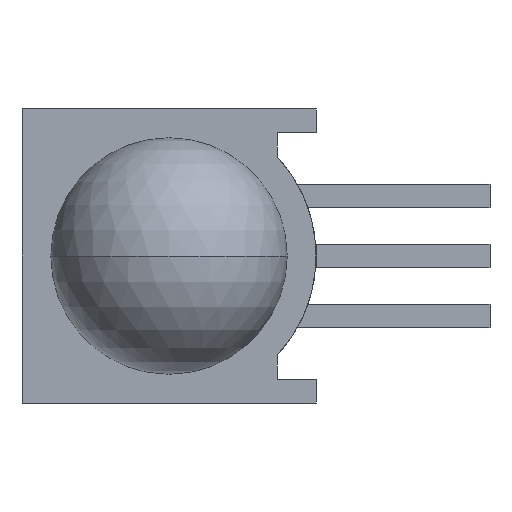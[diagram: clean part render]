
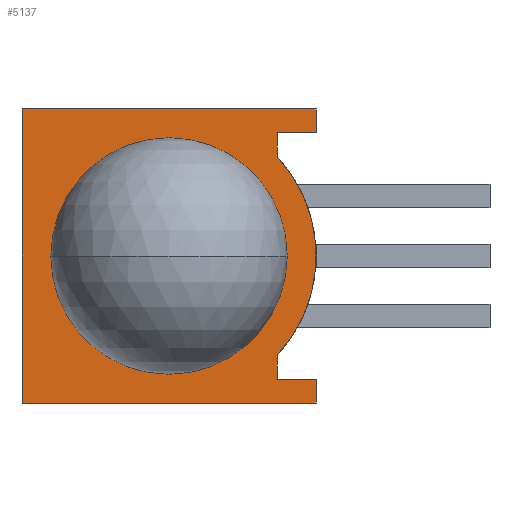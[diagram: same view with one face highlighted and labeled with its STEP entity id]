
A CAD part, left-side view. The second image highlights one B-rep face of the part: STEP entity #5137.
In plain terms, the highlighted planar face has unit normal (-1, 0, 0).
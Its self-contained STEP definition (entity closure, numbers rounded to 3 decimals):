
#1812 = EDGE_CURVE ( 'NONE', #1890, #1909, #15792, .T. ) ;
#1890 = VERTEX_POINT ( 'NONE', #15855 ) ;
#1909 = VERTEX_POINT ( 'NONE', #15918 ) ;
#2777 = VERTEX_POINT ( 'NONE', #17728 ) ;
#2781 = VERTEX_POINT ( 'NONE', #17726 ) ;
#2791 = EDGE_CURVE ( 'NONE', #2781, #2777, #17720, .T. ) ;
#2845 = VERTEX_POINT ( 'NONE', #17825 ) ;
#2848 = EDGE_CURVE ( 'NONE', #2845, #3067, #17824, .T. ) ;
#3067 = VERTEX_POINT ( 'NONE', #18065 ) ;
#4952 = ORIENTED_EDGE ( 'NONE', *, *, #4959, .T. ) ;
#4959 = EDGE_CURVE ( 'NONE', #2777, #5173, #8496, .T. ) ;
#4995 = EDGE_CURVE ( 'NONE', #4996, #2781, #8535, .T. ) ;
#4996 = VERTEX_POINT ( 'NONE', #8531 ) ;
#4999 = ORIENTED_EDGE ( 'NONE', *, *, #4995, .T. ) ;
#5004 = EDGE_CURVE ( 'NONE', #5007, #5005, #8523, .T. ) ;
#5005 = VERTEX_POINT ( 'NONE', #8519 ) ;
#5006 = ORIENTED_EDGE ( 'NONE', *, *, #5004, .T. ) ;
#5007 = VERTEX_POINT ( 'NONE', #8518 ) ;
#5008 = ORIENTED_EDGE ( 'NONE', *, *, #5009, .T. ) ;
#5009 = EDGE_CURVE ( 'NONE', #5005, #4996, #8517, .T. ) ;
#5015 = EDGE_CURVE ( 'NONE', #5148, #5007, #8568, .T. ) ;
#5101 = EDGE_LOOP ( 'NONE', ( #5105, #4952, #5172, #5170, #5157, #5165, #5146, #5006, #5008, #4999 ) ) ;
#5105 = ORIENTED_EDGE ( 'NONE', *, *, #2791, .T. ) ;
#5115 = EDGE_CURVE ( 'NONE', #1909, #1890, #8842, .T. ) ;
#5119 = ORIENTED_EDGE ( 'NONE', *, *, #1812, .F. ) ;
#5124 = EDGE_LOOP ( 'NONE', ( #5125, #5119 ) ) ;
#5125 = ORIENTED_EDGE ( 'NONE', *, *, #5115, .F. ) ;
#5137 = ADVANCED_FACE ( 'NONE', ( #8919, #8918 ), #8904, .T. ) ;
#5146 = ORIENTED_EDGE ( 'NONE', *, *, #5015, .T. ) ;
#5148 = VERTEX_POINT ( 'NONE', #8977 ) ;
#5157 = ORIENTED_EDGE ( 'NONE', *, *, #2848, .F. ) ;
#5160 = VERTEX_POINT ( 'NONE', #9005 ) ;
#5164 = EDGE_CURVE ( 'NONE', #5148, #2845, #8996, .T. ) ;
#5165 = ORIENTED_EDGE ( 'NONE', *, *, #5164, .F. ) ;
#5169 = EDGE_CURVE ( 'NONE', #5160, #3067, #8988, .T. ) ;
#5170 = ORIENTED_EDGE ( 'NONE', *, *, #5169, .T. ) ;
#5171 = EDGE_CURVE ( 'NONE', #5173, #5160, #8984, .T. ) ;
#5172 = ORIENTED_EDGE ( 'NONE', *, *, #5171, .T. ) ;
#5173 = VERTEX_POINT ( 'NONE', #9034 ) ;
#8493 = DIRECTION ( 'NONE',  ( 0., 0., 1. ) ) ;
#8494 = VECTOR ( 'NONE', #8493, 1000. ) ;
#8495 = CARTESIAN_POINT ( 'NONE',  ( 0., 0.825, 0. ) ) ;
#8496 = LINE ( 'NONE', #8495, #8494 ) ;
#8514 = DIRECTION ( 'NONE',  ( 0., 1., 0. ) ) ;
#8515 = VECTOR ( 'NONE', #8514, 1000. ) ;
#8516 = CARTESIAN_POINT ( 'NONE',  ( 0., -3.873, -2.61 ) ) ;
#8517 = LINE ( 'NONE', #8516, #8515 ) ;
#8518 = CARTESIAN_POINT ( 'NONE',  ( 0., 0., -3.11 ) ) ;
#8519 = CARTESIAN_POINT ( 'NONE',  ( 0., 0., -2.61 ) ) ;
#8520 = DIRECTION ( 'NONE',  ( 0., 0., 1. ) ) ;
#8521 = VECTOR ( 'NONE', #8520, 1000. ) ;
#8522 = CARTESIAN_POINT ( 'NONE',  ( 0., 0., -3.11 ) ) ;
#8523 = LINE ( 'NONE', #8522, #8521 ) ;
#8531 = CARTESIAN_POINT ( 'NONE',  ( 0., 0.825, -2.61 ) ) ;
#8532 = DIRECTION ( 'NONE',  ( 0., 0., 1. ) ) ;
#8533 = VECTOR ( 'NONE', #8532, 1000. ) ;
#8534 = CARTESIAN_POINT ( 'NONE',  ( 0., 0.825, 0. ) ) ;
#8535 = LINE ( 'NONE', #8534, #8533 ) ;
#8565 = DIRECTION ( 'NONE',  ( 0., -1., 0. ) ) ;
#8566 = VECTOR ( 'NONE', #8565, 1000. ) ;
#8567 = CARTESIAN_POINT ( 'NONE',  ( 0., 0., -3.11 ) ) ;
#8568 = LINE ( 'NONE', #8567, #8566 ) ;
#8839 = DIRECTION ( 'NONE',  ( 0., 0., 1. ) ) ;
#8840 = DIRECTION ( 'NONE',  ( -1., 0., 0. ) ) ;
#8841 = AXIS2_PLACEMENT_3D ( 'NONE', #8844, #8840, #8839 ) ;
#8842 = CIRCLE ( 'NONE', #8841, 2.5 ) ;
#8844 = CARTESIAN_POINT ( 'NONE',  ( 0., 3.11, 0. ) ) ;
#8900 = DIRECTION ( 'NONE',  ( 0., 0., 1. ) ) ;
#8901 = DIRECTION ( 'NONE',  ( -1., 0., 0. ) ) ;
#8902 = CARTESIAN_POINT ( 'NONE',  ( 0., 0., -3.11 ) ) ;
#8903 = AXIS2_PLACEMENT_3D ( 'NONE', #8902, #8901, #8900 ) ;
#8904 = PLANE ( 'NONE',  #8903 ) ;
#8918 = FACE_OUTER_BOUND ( 'NONE', #5101, .T. ) ;
#8919 = FACE_BOUND ( 'NONE', #5124, .T. ) ;
#8977 = CARTESIAN_POINT ( 'NONE',  ( 0., 6.22, -3.11 ) ) ;
#8983 = CARTESIAN_POINT ( 'NONE',  ( 0., -3.873, 2.61 ) ) ;
#8984 = LINE ( 'NONE', #8983, #9036 ) ;
#8985 = DIRECTION ( 'NONE',  ( 0., 0., 1. ) ) ;
#8986 = VECTOR ( 'NONE', #8985, 1000. ) ;
#8987 = CARTESIAN_POINT ( 'NONE',  ( 0., 0., -3.11 ) ) ;
#8988 = LINE ( 'NONE', #8987, #8986 ) ;
#8993 = DIRECTION ( 'NONE',  ( 0., 0., 1. ) ) ;
#8994 = VECTOR ( 'NONE', #8993, 1000. ) ;
#8995 = CARTESIAN_POINT ( 'NONE',  ( 0., 6.22, -3.11 ) ) ;
#8996 = LINE ( 'NONE', #8995, #8994 ) ;
#9005 = CARTESIAN_POINT ( 'NONE',  ( 0., 0., 2.61 ) ) ;
#9034 = CARTESIAN_POINT ( 'NONE',  ( 0., 0.825, 2.61 ) ) ;
#9035 = DIRECTION ( 'NONE',  ( 0., -1., 0. ) ) ;
#9036 = VECTOR ( 'NONE', #9035, 1000. ) ;
#15788 = DIRECTION ( 'NONE',  ( 0., 0., 1. ) ) ;
#15789 = DIRECTION ( 'NONE',  ( -1., 0., 0. ) ) ;
#15790 = CARTESIAN_POINT ( 'NONE',  ( 0., 3.11, 0. ) ) ;
#15791 = AXIS2_PLACEMENT_3D ( 'NONE', #15790, #15789, #15788 ) ;
#15792 = CIRCLE ( 'NONE', #15791, 2.5 ) ;
#15855 = CARTESIAN_POINT ( 'NONE',  ( 0., 0.61, 0. ) ) ;
#15918 = CARTESIAN_POINT ( 'NONE',  ( 0., 5.61, 0. ) ) ;
#17716 = DIRECTION ( 'NONE',  ( 0., 0., 1. ) ) ;
#17717 = DIRECTION ( 'NONE',  ( -1., 0., 0. ) ) ;
#17718 = CARTESIAN_POINT ( 'NONE',  ( 0., 3.11, 0. ) ) ;
#17719 = AXIS2_PLACEMENT_3D ( 'NONE', #17718, #17717, #17716 ) ;
#17720 = CIRCLE ( 'NONE', #17719, 3.11 ) ;
#17726 = CARTESIAN_POINT ( 'NONE',  ( 0., 0.825, -2.11 ) ) ;
#17728 = CARTESIAN_POINT ( 'NONE',  ( 0., 0.825, 2.11 ) ) ;
#17821 = DIRECTION ( 'NONE',  ( 0., -1., 0. ) ) ;
#17822 = VECTOR ( 'NONE', #17821, 1000. ) ;
#17823 = CARTESIAN_POINT ( 'NONE',  ( 0., 0., 3.11 ) ) ;
#17824 = LINE ( 'NONE', #17823, #17822 ) ;
#17825 = CARTESIAN_POINT ( 'NONE',  ( 0., 6.22, 3.11 ) ) ;
#18065 = CARTESIAN_POINT ( 'NONE',  ( 0., 0., 3.11 ) ) ;
